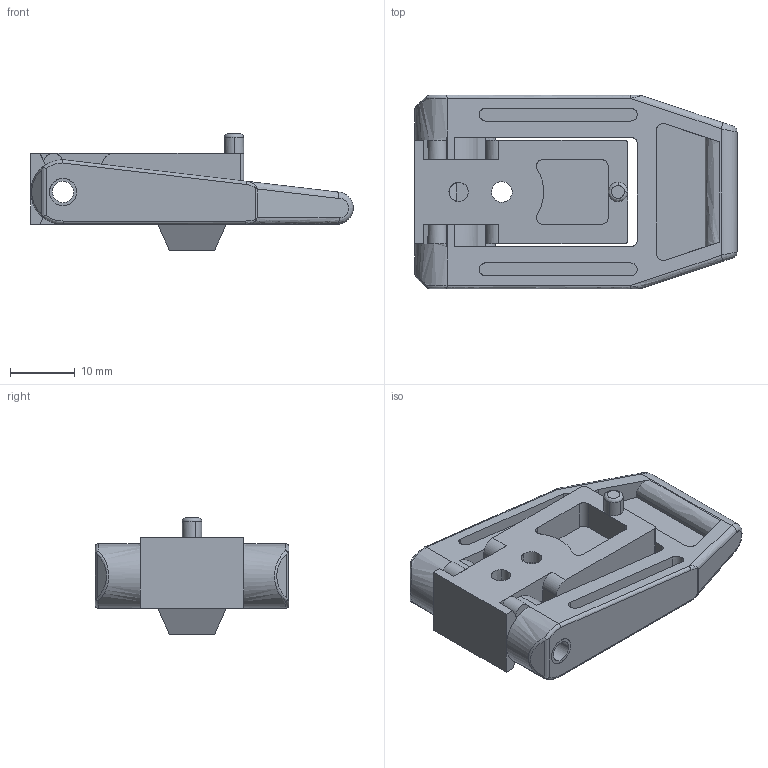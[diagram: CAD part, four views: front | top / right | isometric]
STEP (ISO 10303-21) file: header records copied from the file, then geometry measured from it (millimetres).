
FILE_DESCRIPTION((''),'2;1');
FILE_NAME('','2005-12-14T16:03:09',(''),(''),'','CADfix','');
FILE_SCHEMA(('AUTOMOTIVE_DESIGN'));
Length unit declared in the file: millimetre
Products named in the file (5): stand; shaft; rubber pad; base; TM_174_28688_36
Assembly tree (4 placements, depth 2):
  TM_174_28688_36
    stand
    shaft
    rubber pad
    base
Bounding box: 50 x 30 x 18 mm (x, y, z)
Volume: 9555.4 mm3; surface area: 8126.4 mm2
Topology: 4 solids, 4 shells, 157 faces, 452 edges, 304 vertices
Faces by surface type: bspline 157
Entity records: 5955 total; most frequent: CARTESIAN_POINT 3332, ORIENTED_EDGE 904, EDGE_CURVE 452, VERTEX_POINT 304, QUASI_UNIFORM_CURVE 236, EDGE_LOOP 170, FACE_OUTER_BOUND 157, ADVANCED_FACE 157
